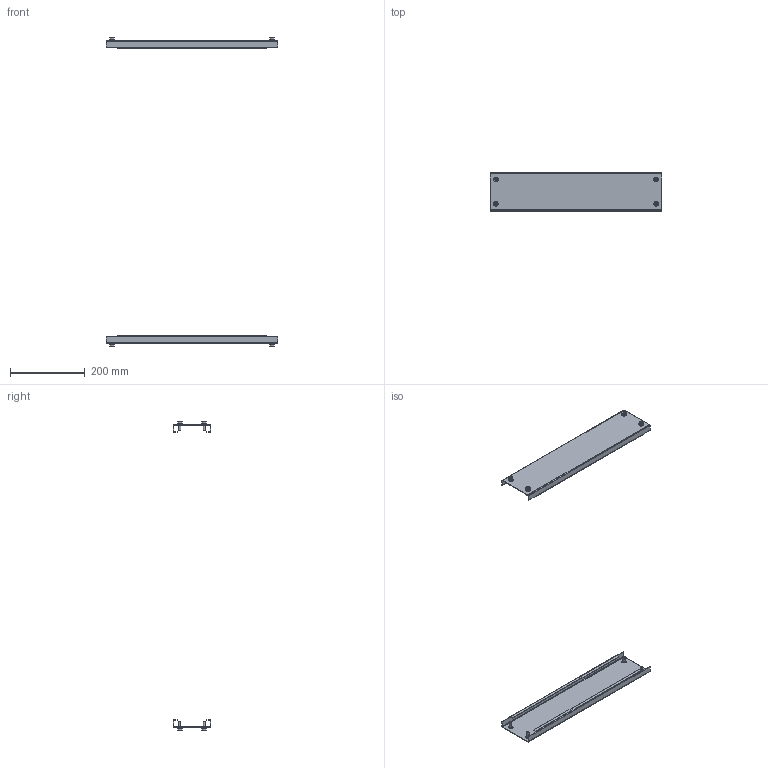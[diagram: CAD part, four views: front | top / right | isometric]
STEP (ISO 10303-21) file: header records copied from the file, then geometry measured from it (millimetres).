
FILE_DESCRIPTION (( 'STEP AP214' ), '1' );
FILE_NAME ('BSP600 Ïàíåëè öîêîëÿ.step', '2020-11-05T13:49:13', ( '' ), ( '' ), 'SwSTEP 2.0', 'SolidWorks 2019', '' );
FILE_SCHEMA (( 'AUTOMOTIVE_DESIGN' ));
Length unit declared in the file: millimetre
Products named in the file (31): ﾘ琺矜 01.019 ﾃﾎﾑﾒ11371-78; ﾘ琺矜 65ﾃ 019 ﾃﾎﾑﾒ 6402-70; Âèíò Ì6 DIN 7985; ﾘ琺矜 65ﾃ 019 ﾃﾎﾑﾒ 6402-70_6; ﾘ琺矜 01.019 ﾃﾎﾑﾒ11371-78_6; AVT001.05.00.01 Ïàíåëü öîêîëÿ; Âèíò Ì6 DIN 7985_6å20; BSP600 Ïàíåëè öîêîëÿ; AVT001.05.00.01 Ïàíåëü öîêîëÿ_00
Assembly tree (26 placements, depth 2):
  ﾘ琺矜 01.019 ﾃﾎﾑﾒ11371-78
  ﾘ琺矜 65ﾃ 019 ﾃﾎﾑﾒ 6402-70
  Âèíò Ì6 DIN 7985
  Âèíò Ì6 DIN 7985
  Âèíò Ì6 DIN 7985
Bounding box: 458.5 x 100 x 823.18 mm (x, y, z)
Volume: 213119.1 mm3; surface area: 285277.6 mm2
Topology: 26 solids, 26 shells, 392 faces, 924 edges, 592 vertices
Faces by surface type: plane 232, cylinder 128, cone 16, sphere 16
Entity records: 3114 total; most frequent: DIRECTION 500, CARTESIAN_POINT 447, ORIENTED_EDGE 396, EDGE_CURVE 198, AXIS2_PLACEMENT_3D 191, VERTEX_POINT 122, LINE 118, VECTOR 118
